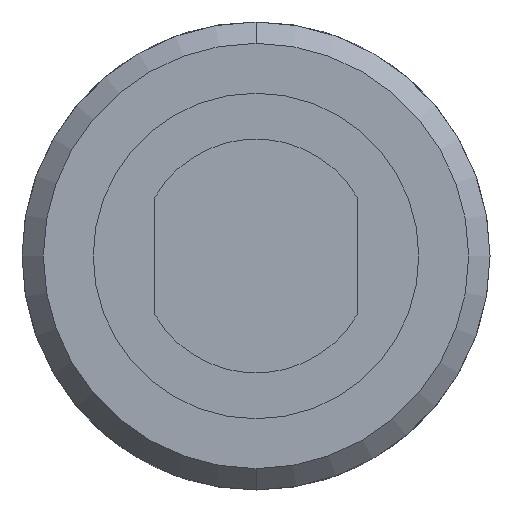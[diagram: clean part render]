
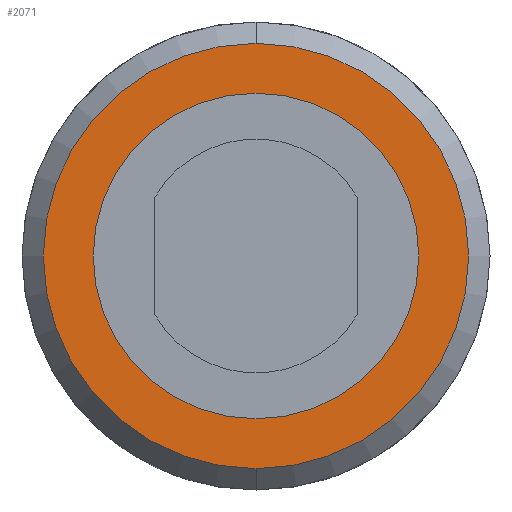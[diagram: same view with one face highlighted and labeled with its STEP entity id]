
A CAD part, front view. The second image highlights one B-rep face of the part: STEP entity #2071.
In plain terms, the highlighted planar face has unit normal (0, -1, 0).
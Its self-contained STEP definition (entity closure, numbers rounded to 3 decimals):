
#81=CARTESIAN_POINT('',(0.,-7.1,0.));
#82=DIRECTION('',(0.,-1.,0.));
#83=DIRECTION('',(0.,0.,-1.));
#84=AXIS2_PLACEMENT_3D('',#81,#82,#83);
#86=CARTESIAN_POINT('',(0.,-7.1,0.));
#87=DIRECTION('',(0.,1.,0.));
#88=DIRECTION('',(0.,0.,-1.));
#89=AXIS2_PLACEMENT_3D('',#86,#87,#88);
#91=CARTESIAN_POINT('',(0.,-7.1,0.));
#92=DIRECTION('',(0.,1.,0.));
#93=DIRECTION('',(0.,0.,-1.));
#94=AXIS2_PLACEMENT_3D('',#91,#92,#93);
#100=CARTESIAN_POINT('',(0.,-7.1,0.));
#101=DIRECTION('',(0.,-1.,0.));
#102=DIRECTION('',(0.,0.,-1.));
#103=AXIS2_PLACEMENT_3D('',#100,#101,#102);
#1706=CARTESIAN_POINT('',(0.,-7.1,-4.));
#1708=VERTEX_POINT('',#1706);
#1709=CARTESIAN_POINT('',(0.,-7.1,-5.225));
#1711=VERTEX_POINT('',#1709);
#1724=CARTESIAN_POINT('',(0.,-7.1,4.));
#1726=VERTEX_POINT('',#1724);
#1727=CARTESIAN_POINT('',(0.,-7.1,5.225));
#1729=VERTEX_POINT('',#1727);
#2056=CARTESIAN_POINT('',(0.,-7.1,0.));
#2057=DIRECTION('',(0.,1.,0.));
#2058=DIRECTION('',(0.,0.,-1.));
#2059=AXIS2_PLACEMENT_3D('',#2056,#2057,#2058);
#2060=PLANE('',#2059);
#2062=ORIENTED_EDGE('',*,*,#2061,.T.);
#2064=ORIENTED_EDGE('',*,*,#2063,.F.);
#2065=EDGE_LOOP('',(#2062,#2064));
#2066=FACE_OUTER_BOUND('',#2065,.F.);
#2067=ORIENTED_EDGE('',*,*,#2051,.T.);
#2068=ORIENTED_EDGE('',*,*,#2035,.F.);
#2069=EDGE_LOOP('',(#2067,#2068));
#2070=FACE_BOUND('',#2069,.F.);
#85=CIRCLE('',#84,4.);
#90=CIRCLE('',#89,4.);
#95=CIRCLE('',#94,5.225);
#104=CIRCLE('',#103,5.225);
#2035=EDGE_CURVE('',#1708,#1726,#90,.T.);
#2051=EDGE_CURVE('',#1708,#1726,#85,.T.);
#2061=EDGE_CURVE('',#1711,#1729,#95,.T.);
#2063=EDGE_CURVE('',#1711,#1729,#104,.T.);
#2071=ADVANCED_FACE('',(#2066,#2070),#2060,.F.);
